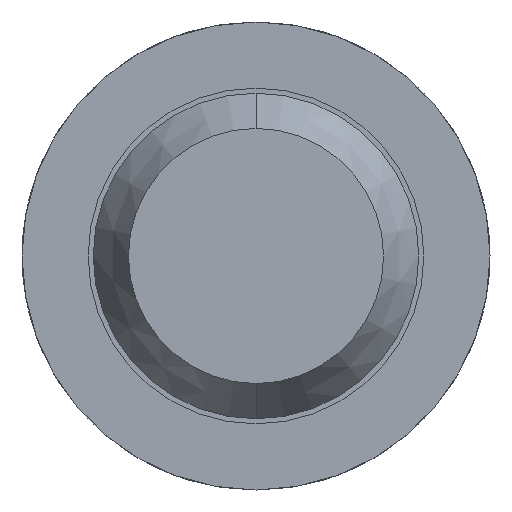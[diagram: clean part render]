
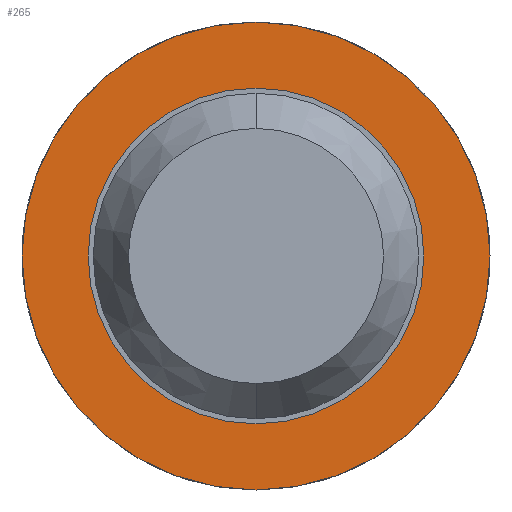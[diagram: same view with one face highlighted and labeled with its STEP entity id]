
A CAD part, front view. The second image highlights one B-rep face of the part: STEP entity #265.
In plain terms, the highlighted planar face has unit normal (0, -1, 0).
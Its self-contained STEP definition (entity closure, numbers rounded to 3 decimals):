
#88 = CARTESIAN_POINT ( 'NONE',  ( 0., -1.7, -0.825 ) ) ;
#165 = DIRECTION ( 'NONE',  ( 0., 0., 1. ) ) ;
#183 = FACE_OUTER_BOUND ( 'NONE', #376, .T. ) ;
#243 = EDGE_CURVE ( 'Defeature ausgef�hrt2_8+Defeature ausgef�hrt2_7+Defeature ausgef�hrt2_7+Defeature ausgef�hrt2_7', #1766, #3305, #2725, .T. ) ;
#257 = ORIENTED_EDGE ( 'NONE', *, *, #2301, .T. ) ;
#265 = ADVANCED_FACE ( 'Defeature ausgef�hrt2_8', ( #183, #1829 ), #2768, .F. ) ;
#345 = VERTEX_POINT ( 'NONE', #1853 ) ;
#376 = EDGE_LOOP ( 'NONE', ( #2531, #1406 ) ) ;
#569 = DIRECTION ( 'NONE',  ( 0., 0., 1. ) ) ;
#774 = AXIS2_PLACEMENT_3D ( 'NONE', #4560, #3106, #2785 ) ;
#838 = AXIS2_PLACEMENT_3D ( 'NONE', #1687, #2737, #569 ) ;
#962 = DIRECTION ( 'NONE',  ( 0., 1., 0. ) ) ;
#1057 = AXIS2_PLACEMENT_3D ( 'NONE', #2822, #3553, #4346 ) ;
#1224 = DIRECTION ( 'NONE',  ( 0., 1., 0. ) ) ;
#1406 = ORIENTED_EDGE ( 'NONE', *, *, #3999, .F. ) ;
#1445 = AXIS2_PLACEMENT_3D ( 'NONE', #1592, #1224, #165 ) ;
#1592 = CARTESIAN_POINT ( 'NONE',  ( 0., -1.7, 0. ) ) ;
#1678 = AXIS2_PLACEMENT_3D ( 'NONE', #3898, #962, #2110 ) ;
#1687 = CARTESIAN_POINT ( 'NONE',  ( 0., -1.7, 0. ) ) ;
#1766 = VERTEX_POINT ( 'NONE', #88 ) ;
#1772 = CIRCLE ( 'NONE', #1678, 1.15 ) ;
#1829 = FACE_BOUND ( 'NONE', #2453, .T. ) ;
#1853 = CARTESIAN_POINT ( 'NONE',  ( 0., -1.7, -1.15 ) ) ;
#1863 = VERTEX_POINT ( 'NONE', #2703 ) ;
#1935 = CIRCLE ( 'NONE', #1445, 0.825 ) ;
#2110 = DIRECTION ( 'NONE',  ( 0., 0., 1. ) ) ;
#2301 = EDGE_CURVE ( 'Defeature ausgef�hrt2_8+Defeature ausgef�hrt2_7+Defeature ausgef�hrt2_7+Defeature ausgef�hrt2_7', #3305, #1766, #1935, .T. ) ;
#2453 = EDGE_LOOP ( 'NONE', ( #257, #2969 ) ) ;
#2531 = ORIENTED_EDGE ( 'NONE', *, *, #3308, .F. ) ;
#2703 = CARTESIAN_POINT ( 'NONE',  ( 0., -1.7, 1.15 ) ) ;
#2725 = CIRCLE ( 'NONE', #838, 0.825 ) ;
#2737 = DIRECTION ( 'NONE',  ( 0., 1., 0. ) ) ;
#2768 = PLANE ( 'NONE',  #774 ) ;
#2785 = DIRECTION ( 'NONE',  ( 0., 0., 1. ) ) ;
#2822 = CARTESIAN_POINT ( 'NONE',  ( 0., -1.7, 0. ) ) ;
#2969 = ORIENTED_EDGE ( 'NONE', *, *, #243, .T. ) ;
#3106 = DIRECTION ( 'NONE',  ( 0., 1., 0. ) ) ;
#3305 = VERTEX_POINT ( 'NONE', #4281 ) ;
#3308 = EDGE_CURVE ( 'Defeature ausgef�hrt2_4+Defeature ausgef�hrt2_8+Defeature ausgef�hrt2_8+Defeature ausgef�hrt2_8', #1863, #345, #1772, .T. ) ;
#3553 = DIRECTION ( 'NONE',  ( 0., 1., 0. ) ) ;
#3640 = CIRCLE ( 'NONE', #1057, 1.15 ) ;
#3898 = CARTESIAN_POINT ( 'NONE',  ( 0., -1.7, 0. ) ) ;
#3999 = EDGE_CURVE ( 'Defeature ausgef�hrt2_4+Defeature ausgef�hrt2_8+Defeature ausgef�hrt2_8+Defeature ausgef�hrt2_8', #345, #1863, #3640, .T. ) ;
#4281 = CARTESIAN_POINT ( 'NONE',  ( 0., -1.7, 0.825 ) ) ;
#4346 = DIRECTION ( 'NONE',  ( 0., 0., 1. ) ) ;
#4560 = CARTESIAN_POINT ( 'NONE',  ( 0.825, -1.7, 0. ) ) ;
